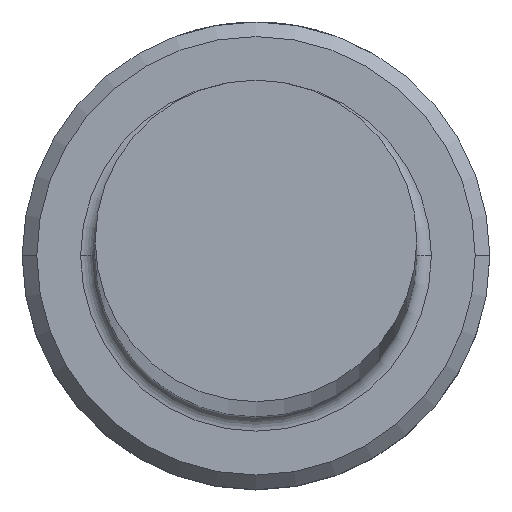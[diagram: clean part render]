
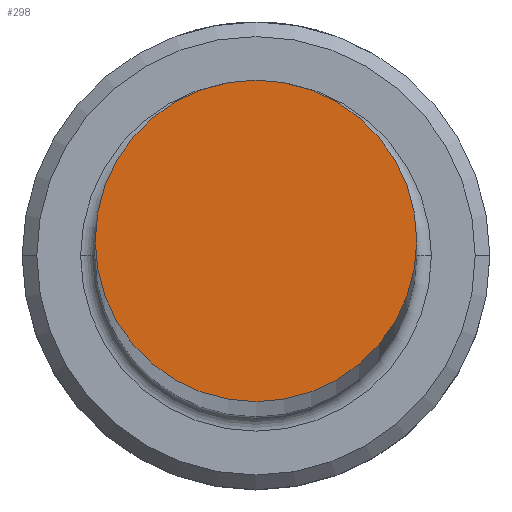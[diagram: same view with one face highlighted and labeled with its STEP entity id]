
A CAD part, top view. The second image highlights one B-rep face of the part: STEP entity #298.
In plain terms, the highlighted planar face has unit normal (0, 0, 1).
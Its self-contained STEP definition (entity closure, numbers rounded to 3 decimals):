
#96 = AXIS2_PLACEMENT_3D ( 'NONE', #537, #1169, #625 ) ;
#238 = EDGE_CURVE ( 'NONE', #424, #852, #909, .T. ) ;
#298 = ADVANCED_FACE ( 'NONE', ( #1012 ), #1093, .T. ) ;
#305 = AXIS2_PLACEMENT_3D ( 'NONE', #1043, #317, #865 ) ;
#317 = DIRECTION ( 'NONE',  ( 0., 0., 1. ) ) ;
#424 = VERTEX_POINT ( 'NONE', #706 ) ;
#425 = ORIENTED_EDGE ( 'NONE', *, *, #472, .T. ) ;
#472 = EDGE_CURVE ( 'NONE', #852, #424, #890, .T. ) ;
#537 = CARTESIAN_POINT ( 'NONE',  ( 0., 0., 300. ) ) ;
#582 = ORIENTED_EDGE ( 'NONE', *, *, #238, .T. ) ;
#625 = DIRECTION ( 'NONE',  ( 1., 0., 0. ) ) ;
#706 = CARTESIAN_POINT ( 'NONE',  ( 5.5, 0., 300. ) ) ;
#757 = AXIS2_PLACEMENT_3D ( 'NONE', #1089, #821, #816 ) ;
#816 = DIRECTION ( 'NONE',  ( 1., 0., 0. ) ) ;
#821 = DIRECTION ( 'NONE',  ( 0., 0., 1. ) ) ;
#852 = VERTEX_POINT ( 'NONE', #1165 ) ;
#865 = DIRECTION ( 'NONE',  ( 1., 0., 0. ) ) ;
#890 = CIRCLE ( 'NONE', #96, 5.5 ) ;
#909 = CIRCLE ( 'NONE', #305, 5.5 ) ;
#942 = EDGE_LOOP ( 'NONE', ( #425, #582 ) ) ;
#1012 = FACE_OUTER_BOUND ( 'NONE', #942, .T. ) ;
#1043 = CARTESIAN_POINT ( 'NONE',  ( 0., 0., 300. ) ) ;
#1089 = CARTESIAN_POINT ( 'NONE',  ( 0., 0., 300. ) ) ;
#1093 = PLANE ( 'NONE',  #757 ) ;
#1165 = CARTESIAN_POINT ( 'NONE',  ( -5.5, 0., 300. ) ) ;
#1169 = DIRECTION ( 'NONE',  ( 0., 0., 1. ) ) ;
